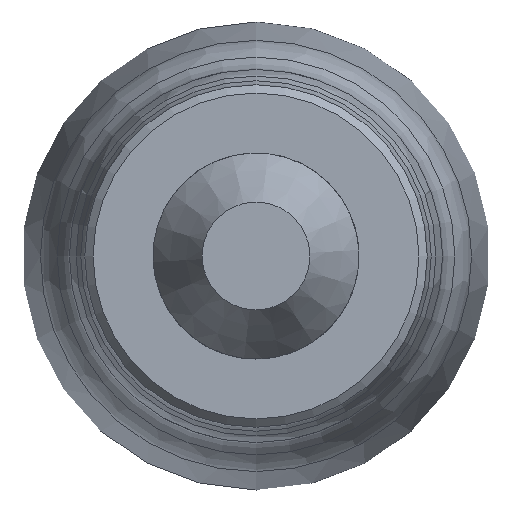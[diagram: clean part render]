
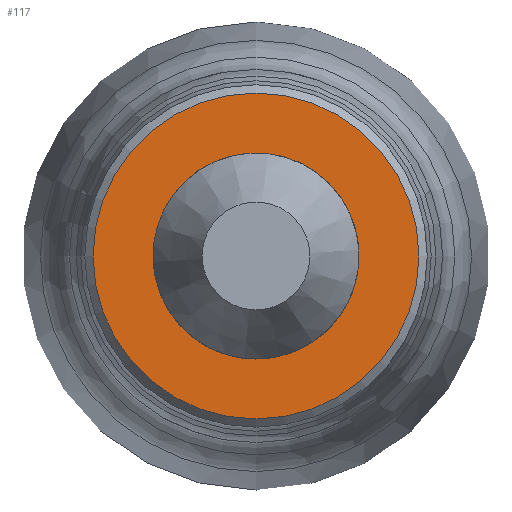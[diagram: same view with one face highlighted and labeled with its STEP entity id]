
A CAD part, left-side view. The second image highlights one B-rep face of the part: STEP entity #117.
In plain terms, the highlighted planar face has unit normal (-1, 0, 0).
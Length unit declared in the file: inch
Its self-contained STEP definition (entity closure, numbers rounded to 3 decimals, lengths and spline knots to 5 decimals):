
#59 = CARTESIAN_POINT ( 'NONE',  ( 0., 0., 0. ) ) ;
#81 = FACE_BOUND ( 'NONE', #94, .T. ) ;
#94 = EDGE_LOOP ( 'NONE', ( #196 ) ) ;
#108 = CARTESIAN_POINT ( 'NONE',  ( 0., 0.018, 0. ) ) ;
#117 = ADVANCED_FACE ( 'NONE', ( #81, #551 ), #243, .F. ) ;
#147 = CIRCLE ( 'NONE', #166, 0.01243 ) ;
#154 = CARTESIAN_POINT ( 'NONE',  ( 0., 0., 0.01965 ) ) ;
#156 = DIRECTION ( 'NONE',  ( 0., 0., -1. ) ) ;
#162 = EDGE_CURVE ( 'NONE', #206, #206, #226, .T. ) ;
#166 = AXIS2_PLACEMENT_3D ( 'NONE', #339, #454, #156 ) ;
#196 = ORIENTED_EDGE ( 'NONE', *, *, #407, .F. ) ;
#206 = VERTEX_POINT ( 'NONE', #154 ) ;
#226 = CIRCLE ( 'NONE', #626, 0.01965 ) ;
#231 = DIRECTION ( 'NONE',  ( -1., 0., 0. ) ) ;
#243 = PLANE ( 'NONE',  #584 ) ;
#272 = CARTESIAN_POINT ( 'NONE',  ( 0., 0., -0.01243 ) ) ;
#286 = DIRECTION ( 'NONE',  ( 0., 0., 1. ) ) ;
#339 = CARTESIAN_POINT ( 'NONE',  ( 0., 0., 0. ) ) ;
#355 = DIRECTION ( 'NONE',  ( 1., 0., 0. ) ) ;
#402 = VERTEX_POINT ( 'NONE', #272 ) ;
#407 = EDGE_CURVE ( 'NONE', #402, #402, #147, .T. ) ;
#448 = EDGE_LOOP ( 'NONE', ( #473 ) ) ;
#454 = DIRECTION ( 'NONE',  ( -1., 0., 0. ) ) ;
#473 = ORIENTED_EDGE ( 'NONE', *, *, #162, .T. ) ;
#551 = FACE_OUTER_BOUND ( 'NONE', #448, .T. ) ;
#584 = AXIS2_PLACEMENT_3D ( 'NONE', #108, #355, #642 ) ;
#626 = AXIS2_PLACEMENT_3D ( 'NONE', #59, #231, #286 ) ;
#642 = DIRECTION ( 'NONE',  ( 0., 0., -1. ) ) ;
